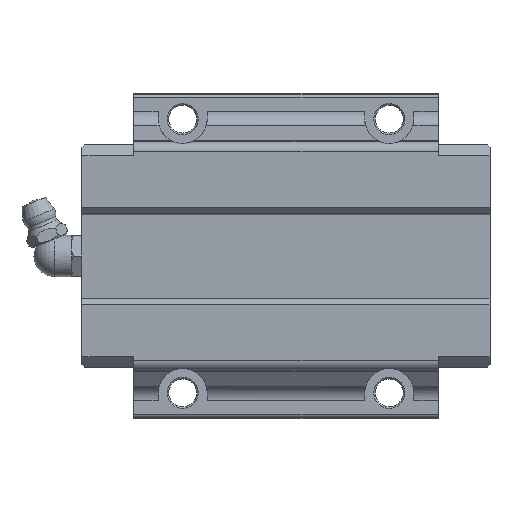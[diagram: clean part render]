
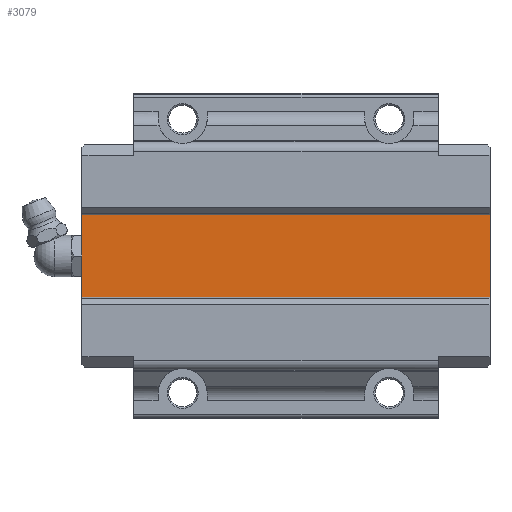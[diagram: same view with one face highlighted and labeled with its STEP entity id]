
A CAD part, front view. The second image highlights one B-rep face of the part: STEP entity #3079.
In plain terms, the highlighted planar face has unit normal (0, -1, 0).
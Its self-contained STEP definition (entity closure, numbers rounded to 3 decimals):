
#72=LINE('',#4614,#334);
#115=LINE('',#4737,#377);
#284=LINE('',#5334,#546);
#285=LINE('',#5336,#547);
#334=VECTOR('',#3625,1000.);
#377=VECTOR('',#3720,1000.);
#546=VECTOR('',#4213,1000.);
#547=VECTOR('',#4216,1000.);
#642=PLANE('',#3398);
#1605=ORIENTED_EDGE('',*,*,#1856,.F.);
#1606=ORIENTED_EDGE('',*,*,#2111,.F.);
#1607=ORIENTED_EDGE('',*,*,#1794,.T.);
#1608=ORIENTED_EDGE('',*,*,#2112,.T.);
#1794=EDGE_CURVE('',#2202,#2201,#72,.T.);
#1856=EDGE_CURVE('',#2255,#2256,#115,.T.);
#2111=EDGE_CURVE('',#2202,#2255,#284,.T.);
#2112=EDGE_CURVE('',#2201,#2256,#285,.T.);
#2201=VERTEX_POINT('',#4613);
#2202=VERTEX_POINT('',#4615);
#2255=VERTEX_POINT('',#4736);
#2256=VERTEX_POINT('',#4738);
#2655=EDGE_LOOP('',(#1605,#1606,#1607,#1608));
#2874=FACE_BOUND('',#2655,.T.);
#3079=ADVANCED_FACE('',(#2874),#642,.T.);
#3398=AXIS2_PLACEMENT_3D('',#5335,#4214,#4215);
#3625=DIRECTION('',(0.,0.,1.));
#3720=DIRECTION('',(0.,0.,1.));
#4213=DIRECTION('',(-1.,0.,0.));
#4214=DIRECTION('',(0.,-1.,0.));
#4215=DIRECTION('',(0.,0.,-1.));
#4216=DIRECTION('',(-1.,0.,0.));
#4613=CARTESIAN_POINT('',(39.5,11.9,8.156));
#4614=CARTESIAN_POINT('',(39.5,11.9,-8.156));
#4615=CARTESIAN_POINT('',(39.5,11.9,-8.156));
#4736=CARTESIAN_POINT('',(-39.5,11.9,-8.156));
#4737=CARTESIAN_POINT('',(-39.5,11.9,-8.156));
#4738=CARTESIAN_POINT('',(-39.5,11.9,8.156));
#5334=CARTESIAN_POINT('',(39.5,11.9,-8.156));
#5335=CARTESIAN_POINT('',(39.5,11.9,-8.156));
#5336=CARTESIAN_POINT('',(39.5,11.9,8.156));
